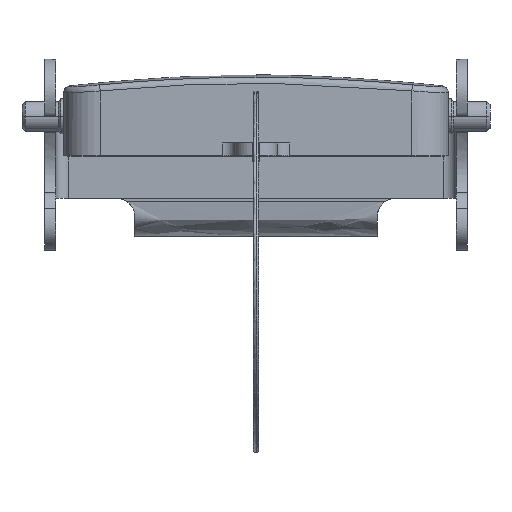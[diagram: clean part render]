
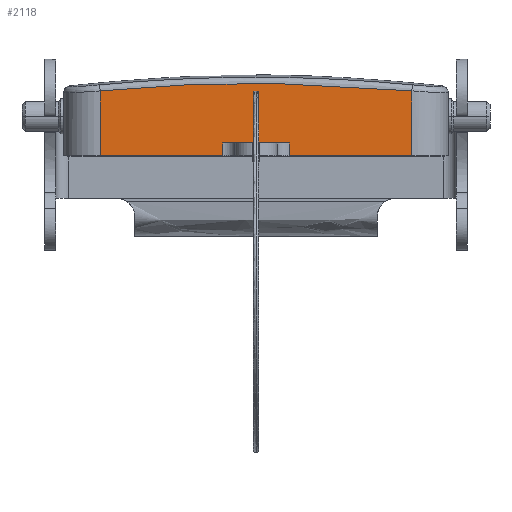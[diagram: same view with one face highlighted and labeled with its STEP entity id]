
A CAD part, top view. The second image highlights one B-rep face of the part: STEP entity #2118.
In plain terms, the highlighted planar face has unit normal (0, 0, 1).
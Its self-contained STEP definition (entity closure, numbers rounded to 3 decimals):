
#39 = VERTEX_POINT ( 'NONE', #5592 ) ;
#48 = CARTESIAN_POINT ( 'NONE',  ( -25.7, 0., 41.625 ) ) ;
#131 = VERTEX_POINT ( 'NONE', #4945 ) ;
#138 = VECTOR ( 'NONE', #4742, 1000. ) ;
#204 = VERTEX_POINT ( 'NONE', #2594 ) ;
#257 = VECTOR ( 'NONE', #4589, 1000. ) ;
#350 = LINE ( 'NONE', #1291, #2874 ) ;
#436 = CARTESIAN_POINT ( 'NONE',  ( 25.7, 10.698, 41.625 ) ) ;
#438 = CARTESIAN_POINT ( 'NONE',  ( -25.7, 2.1, 41.625 ) ) ;
#593 = CARTESIAN_POINT ( 'NONE',  ( 8.585, 11.836, 41.625 ) ) ;
#671 = ORIENTED_EDGE ( 'NONE', *, *, #5676, .T. ) ;
#820 = ORIENTED_EDGE ( 'NONE', *, *, #5847, .F. ) ;
#840 = CARTESIAN_POINT ( 'NONE',  ( -25.7, 20., 41.625 ) ) ;
#966 = FACE_OUTER_BOUND ( 'NONE', #1402, .T. ) ;
#1141 = CARTESIAN_POINT ( 'NONE',  ( -2.137, 11.948, 41.625 ) ) ;
#1217 = EDGE_CURVE ( 'NONE', #2458, #5870, #6061, .T. ) ;
#1291 = CARTESIAN_POINT ( 'NONE',  ( -5.449, 20., 41.625 ) ) ;
#1335 = DIRECTION ( 'NONE',  ( 0., 1., 0. ) ) ;
#1343 = CARTESIAN_POINT ( 'NONE',  ( 25.7, 0., 41.625 ) ) ;
#1402 = EDGE_LOOP ( 'NONE', ( #2514, #6437, #5932, #6340, #3085, #5860, #820, #671, #4076 ) ) ;
#1459 = LINE ( 'NONE', #2155, #2862 ) ;
#1651 = CARTESIAN_POINT ( 'NONE',  ( 25.7, 10.698, 41.625 ) ) ;
#1699 = CARTESIAN_POINT ( 'NONE',  ( -8.575, 11.811, 41.625 ) ) ;
#1708 = LINE ( 'NONE', #1878, #5740 ) ;
#1878 = CARTESIAN_POINT ( 'NONE',  ( -25.7, 2.1, 41.625 ) ) ;
#1913 = VECTOR ( 'NONE', #2933, 1000. ) ;
#1939 = VERTEX_POINT ( 'NONE', #2497 ) ;
#2118 = ADVANCED_FACE ( 'NONE', ( #966 ), #3170, .F. ) ;
#2155 = CARTESIAN_POINT ( 'NONE',  ( 5.449, 20., 41.625 ) ) ;
#2171 = CARTESIAN_POINT ( 'NONE',  ( -5.449, 2.1, 41.625 ) ) ;
#2211 = CARTESIAN_POINT ( 'NONE',  ( -17.146, 11.413, 41.625 ) ) ;
#2307 = VECTOR ( 'NONE', #3807, 1000. ) ;
#2380 = DIRECTION ( 'NONE',  ( -1., 0., 0. ) ) ;
#2458 = VERTEX_POINT ( 'NONE', #436 ) ;
#2497 = CARTESIAN_POINT ( 'NONE',  ( -25.7, 10.698, 41.625 ) ) ;
#2514 = ORIENTED_EDGE ( 'NONE', *, *, #1217, .F. ) ;
#2594 = CARTESIAN_POINT ( 'NONE',  ( -5.449, 0., 41.625 ) ) ;
#2660 = DIRECTION ( 'NONE',  ( 0., 0., -1. ) ) ;
#2679 = DIRECTION ( 'NONE',  ( 0., -1., 0. ) ) ;
#2740 = CARTESIAN_POINT ( 'NONE',  ( -25.7, 10.698, 41.625 ) ) ;
#2862 = VECTOR ( 'NONE', #2679, 1000. ) ;
#2874 = VECTOR ( 'NONE', #1335, 1000. ) ;
#2925 = CARTESIAN_POINT ( 'NONE',  ( 25.7, 20., 41.625 ) ) ;
#2933 = DIRECTION ( 'NONE',  ( 0., -1., 0. ) ) ;
#3058 = CARTESIAN_POINT ( 'NONE',  ( -25.7, 0., 41.625 ) ) ;
#3085 = ORIENTED_EDGE ( 'NONE', *, *, #6295, .T. ) ;
#3116 = LINE ( 'NONE', #840, #257 ) ;
#3170 = PLANE ( 'NONE',  #5560 ) ;
#3706 = LINE ( 'NONE', #48, #2307 ) ;
#3783 = CARTESIAN_POINT ( 'NONE',  ( 17.149, 11.413, 41.625 ) ) ;
#3807 = DIRECTION ( 'NONE',  ( 1., 0., 0. ) ) ;
#4076 = ORIENTED_EDGE ( 'NONE', *, *, #4148, .T. ) ;
#4148 = EDGE_CURVE ( 'NONE', #6716, #5870, #5900, .T. ) ;
#4250 = VERTEX_POINT ( 'NONE', #3058 ) ;
#4266 = LINE ( 'NONE', #438, #138 ) ;
#4319 = CARTESIAN_POINT ( 'NONE',  ( 21.426, 11.102, 41.625 ) ) ;
#4346 = CARTESIAN_POINT ( 'NONE',  ( 4.299, 11.948, 41.625 ) ) ;
#4418 = B_SPLINE_CURVE_WITH_KNOTS ( 'NONE', 3,
 ( #1651, #4319, #3783, #593, #4346, #1141, #4879, #1699, #5378, #2211, #5903, #2740 ),
 .UNSPECIFIED., .F., .F.,
 ( 4, 2, 2, 2, 2, 4 ),
 ( 0., 0.013, 0.026, 0.032, 0.039, 0.051 ),
 .UNSPECIFIED. ) ;
#4540 = VECTOR ( 'NONE', #4720, 1000. ) ;
#4589 = DIRECTION ( 'NONE',  ( 0., -1., 0. ) ) ;
#4720 = DIRECTION ( 'NONE',  ( 1., 0., 0. ) ) ;
#4742 = DIRECTION ( 'NONE',  ( -1., 0., 0. ) ) ;
#4871 = CARTESIAN_POINT ( 'NONE',  ( 5.449, 0., 41.625 ) ) ;
#4879 = CARTESIAN_POINT ( 'NONE',  ( -4.284, 11.92, 41.625 ) ) ;
#4945 = CARTESIAN_POINT ( 'NONE',  ( 0., 2.1, 41.625 ) ) ;
#5378 = CARTESIAN_POINT ( 'NONE',  ( -10.719, 11.73, 41.625 ) ) ;
#5560 = AXIS2_PLACEMENT_3D ( 'NONE', #5832, #2660, #6274 ) ;
#5592 = CARTESIAN_POINT ( 'NONE',  ( 5.449, 2.1, 41.625 ) ) ;
#5676 = EDGE_CURVE ( 'NONE', #39, #6716, #1459, .T. ) ;
#5708 = CARTESIAN_POINT ( 'NONE',  ( -25.7, 0., 41.625 ) ) ;
#5740 = VECTOR ( 'NONE', #2380, 1000. ) ;
#5832 = CARTESIAN_POINT ( 'NONE',  ( -25.7, 20., 41.625 ) ) ;
#5847 = EDGE_CURVE ( 'NONE', #39, #131, #1708, .T. ) ;
#5860 = ORIENTED_EDGE ( 'NONE', *, *, #5960, .F. ) ;
#5870 = VERTEX_POINT ( 'NONE', #1343 ) ;
#5900 = LINE ( 'NONE', #5708, #4540 ) ;
#5903 = CARTESIAN_POINT ( 'NONE',  ( -21.426, 11.102, 41.625 ) ) ;
#5932 = ORIENTED_EDGE ( 'NONE', *, *, #6332, .T. ) ;
#5960 = EDGE_CURVE ( 'NONE', #131, #6025, #4266, .T. ) ;
#6025 = VERTEX_POINT ( 'NONE', #2171 ) ;
#6061 = LINE ( 'NONE', #2925, #1913 ) ;
#6070 = EDGE_CURVE ( 'NONE', #2458, #1939, #4418, .T. ) ;
#6107 = EDGE_CURVE ( 'NONE', #4250, #204, #3706, .T. ) ;
#6274 = DIRECTION ( 'NONE',  ( -1., 0., 0. ) ) ;
#6295 = EDGE_CURVE ( 'NONE', #204, #6025, #350, .T. ) ;
#6332 = EDGE_CURVE ( 'NONE', #1939, #4250, #3116, .T. ) ;
#6340 = ORIENTED_EDGE ( 'NONE', *, *, #6107, .T. ) ;
#6437 = ORIENTED_EDGE ( 'NONE', *, *, #6070, .T. ) ;
#6716 = VERTEX_POINT ( 'NONE', #4871 ) ;
